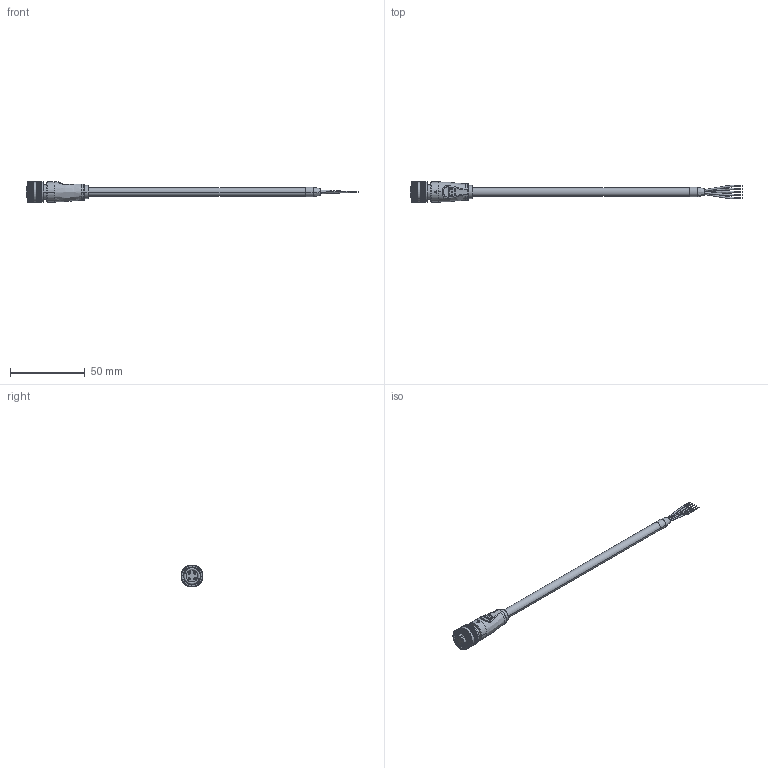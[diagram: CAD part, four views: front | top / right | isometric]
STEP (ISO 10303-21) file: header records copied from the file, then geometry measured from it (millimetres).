
FILE_DESCRIPTION (( 'STEP AP203' ), '1' );
FILE_NAME ('10-06488.STEP', '2025-11-12T01:10:08', ( '' ), ( '' ), 'SwSTEP 2.0', 'SolidWorks 2025', '' );
FILE_SCHEMA (( 'CONFIG_CONTROL_DESIGN' ));
Length unit declared in the file: millimetre
Products named in the file (9): 50-01028-03_默认; 50-01028_默认; 50-01028-01_默认; 30-03677_s + t; 24-00349_Mexico; 10-06488; 50-01028-05_默认; 50-01028-04_默认; 50-01028-02_默认
Assembly tree (11 placements, depth 3):
  10-06488
    30-03677_s + t
    50-01028_默认
      50-01028-01_默认
      50-01028-02_默认
      50-01028-03_默认  x4
      50-01028-04_默认
      50-01028-05_默认
    24-00349_Mexico
Bounding box: 222 x 14.5 x 14.5 mm (x, y, z)
Volume: 9615.6 mm3; surface area: 27026.7 mm2
Topology: 87 solids, 87 shells, 3550 faces, 9892 edges, 6544 vertices
Faces by surface type: bspline 1650, cylinder 940, cone 530, plane 339, torus 91
Entity records: 497914 total; most frequent: CARTESIAN_POINT 433187, ORIENTED_EDGE 18476, EDGE_CURVE 9238, DIRECTION 6576, VERTEX_POINT 6136, B_SPLINE_CURVE_WITH_KNOTS 5631, EDGE_LOOP 3406, ADVANCED_FACE 3295
